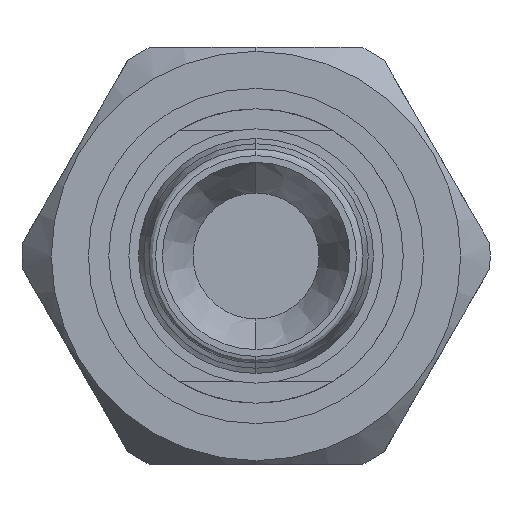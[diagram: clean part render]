
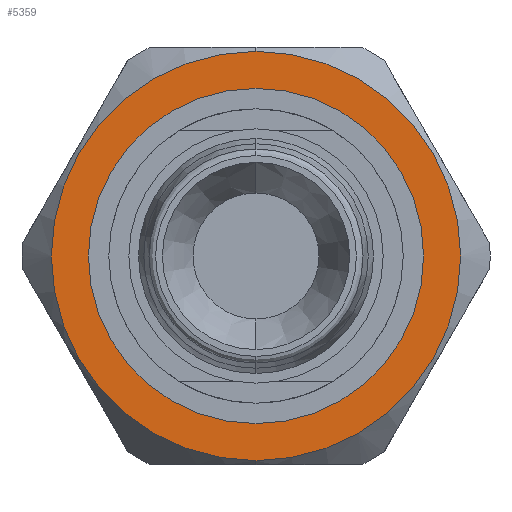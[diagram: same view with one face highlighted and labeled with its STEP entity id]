
A CAD part, left-side view. The second image highlights one B-rep face of the part: STEP entity #5359.
In plain terms, the highlighted face is planar.
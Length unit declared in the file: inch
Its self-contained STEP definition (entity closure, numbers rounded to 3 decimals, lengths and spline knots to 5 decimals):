
#478 = ORIENTED_EDGE ( 'NONE', *, *, #1726, .T. ) ;
#509 = DIRECTION ( 'NONE',  ( 0., 0., -1. ) ) ;
#776 = EDGE_CURVE ( 'NONE', #6537, #5771, #5889, .T. ) ;
#811 = AXIS2_PLACEMENT_3D ( 'NONE', #3487, #3375, #2899 ) ;
#1186 = FACE_OUTER_BOUND ( 'NONE', #2253, .T. ) ;
#1229 = CIRCLE ( 'NONE', #4290, 0.12524 ) ;
#1411 = ORIENTED_EDGE ( 'NONE', *, *, #776, .T. ) ;
#1513 = DIRECTION ( 'NONE',  ( 1., 0., 0. ) ) ;
#1611 = PLANE ( 'NONE',  #4127 ) ;
#1634 = CARTESIAN_POINT ( 'NONE',  ( 0.34608, 0., -0.15293 ) ) ;
#1726 = EDGE_CURVE ( 'NONE', #4675, #4495, #4603, .T. ) ;
#1793 = CARTESIAN_POINT ( 'NONE',  ( 0.34608, 0., 0.12524 ) ) ;
#2253 = EDGE_LOOP ( 'NONE', ( #4103, #1411 ) ) ;
#2280 = EDGE_CURVE ( 'NONE', #4495, #4675, #1229, .T. ) ;
#2630 = CARTESIAN_POINT ( 'NONE',  ( 0.34608, 0., 0. ) ) ;
#2725 = CIRCLE ( 'NONE', #4323, 0.15293 ) ;
#2899 = DIRECTION ( 'NONE',  ( 0., 0., 1. ) ) ;
#3010 = DIRECTION ( 'NONE',  ( -1., 0., 0. ) ) ;
#3075 = CARTESIAN_POINT ( 'NONE',  ( 0.34608, 0., 0. ) ) ;
#3159 = DIRECTION ( 'NONE',  ( -1., 0., 0. ) ) ;
#3375 = DIRECTION ( 'NONE',  ( -1., 0., 0. ) ) ;
#3487 = CARTESIAN_POINT ( 'NONE',  ( 0.34608, 0., 0. ) ) ;
#3521 = DIRECTION ( 'NONE',  ( 0., 0., 1. ) ) ;
#3565 = CARTESIAN_POINT ( 'NONE',  ( 0.34608, 0., 0. ) ) ;
#4101 = FACE_BOUND ( 'NONE', #5013, .T. ) ;
#4103 = ORIENTED_EDGE ( 'NONE', *, *, #5967, .T. ) ;
#4127 = AXIS2_PLACEMENT_3D ( 'NONE', #5642, #3159, #5147 ) ;
#4290 = AXIS2_PLACEMENT_3D ( 'NONE', #3075, #3010, #3521 ) ;
#4323 = AXIS2_PLACEMENT_3D ( 'NONE', #3565, #1513, #5079 ) ;
#4402 = AXIS2_PLACEMENT_3D ( 'NONE', #2630, #5063, #509 ) ;
#4495 = VERTEX_POINT ( 'NONE', #1793 ) ;
#4603 = CIRCLE ( 'NONE', #811, 0.12524 ) ;
#4675 = VERTEX_POINT ( 'NONE', #6476 ) ;
#5013 = EDGE_LOOP ( 'NONE', ( #5057, #478 ) ) ;
#5057 = ORIENTED_EDGE ( 'NONE', *, *, #2280, .T. ) ;
#5063 = DIRECTION ( 'NONE',  ( 1., 0., 0. ) ) ;
#5079 = DIRECTION ( 'NONE',  ( 0., 0., -1. ) ) ;
#5147 = DIRECTION ( 'NONE',  ( 0., 0., 1. ) ) ;
#5359 = ADVANCED_FACE ( 'NONE', ( #4101, #1186 ), #1611, .F. ) ;
#5642 = CARTESIAN_POINT ( 'NONE',  ( 0.34608, 0.1749, 0. ) ) ;
#5656 = CARTESIAN_POINT ( 'NONE',  ( 0.34608, 0., 0.15293 ) ) ;
#5771 = VERTEX_POINT ( 'NONE', #1634 ) ;
#5889 = CIRCLE ( 'NONE', #4402, 0.15293 ) ;
#5967 = EDGE_CURVE ( 'NONE', #5771, #6537, #2725, .T. ) ;
#6476 = CARTESIAN_POINT ( 'NONE',  ( 0.34608, 0., -0.12524 ) ) ;
#6537 = VERTEX_POINT ( 'NONE', #5656 ) ;
